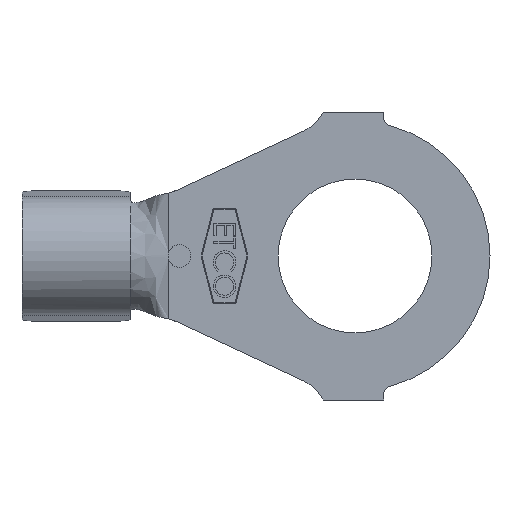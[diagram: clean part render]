
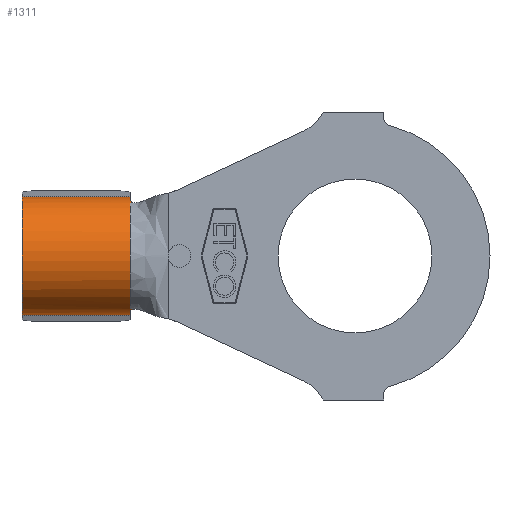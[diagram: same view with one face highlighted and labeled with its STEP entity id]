
A CAD part, front view. The second image highlights one B-rep face of the part: STEP entity #1311.
In plain terms, the highlighted cylindrical face has radius 1.676 mm (diameter 3.353 mm), a partial arc.
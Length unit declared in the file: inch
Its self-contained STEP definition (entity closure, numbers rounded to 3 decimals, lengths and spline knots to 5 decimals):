
#13 = VERTEX_POINT ( 'NONE', #5695 ) ;
#17 = CARTESIAN_POINT ( 'NONE',  ( -0.25, 0.03587, 0.05872 ) ) ;
#130 = B_SPLINE_CURVE_WITH_KNOTS ( 'NONE', 3,
 ( #1834, #2295, #2739, #17 ),
 .UNSPECIFIED., .F., .F.,
 ( 4, 4 ),
 ( 0., 0.00017 ),
 .UNSPECIFIED. ) ;
#220 = EDGE_CURVE ( 'NONE', #873, #2649, #2717, .T. ) ;
#292 = VECTOR ( 'NONE', #1623, 39.37008 ) ;
#303 = DIRECTION ( 'NONE',  ( 0., 0., -1. ) ) ;
#490 = ORIENTED_EDGE ( 'NONE', *, *, #220, .F. ) ;
#566 = DIRECTION ( 'NONE',  ( 1., 0., 0. ) ) ;
#579 = ORIENTED_EDGE ( 'NONE', *, *, #2857, .F. ) ;
#662 = CARTESIAN_POINT ( 'NONE',  ( -0.25, 0.05868, -0.06559 ) ) ;
#672 = CIRCLE ( 'NONE', #3907, 0.066 ) ;
#692 = B_SPLINE_CURVE_WITH_KNOTS ( 'NONE', 3,
 ( #3333, #1506, #3829, #1065, #4332, #1526 ),
 .UNSPECIFIED., .F., .F.,
 ( 4, 2, 4 ),
 ( 0.00121, 0.00136, 0.00152 ),
 .UNSPECIFIED. ) ;
#734 = CIRCLE ( 'NONE', #2240, 0.066 ) ;
#750 = VERTEX_POINT ( 'NONE', #5814 ) ;
#839 = CARTESIAN_POINT ( 'NONE',  ( -0.37, 0.066, 0. ) ) ;
#873 = VERTEX_POINT ( 'NONE', #2985 ) ;
#932 = CARTESIAN_POINT ( 'NONE',  ( -0.24332, 0.03483, -0.05817 ) ) ;
#999 = CARTESIAN_POINT ( 'NONE',  ( -0.37, 0.05868, -0.06559 ) ) ;
#1027 = VERTEX_POINT ( 'NONE', #2186 ) ;
#1065 = CARTESIAN_POINT ( 'NONE',  ( -0.24698, 0.03658, 0.0591 ) ) ;
#1083 = CARTESIAN_POINT ( 'NONE',  ( -0.25, 0.04348, -0.06204 ) ) ;
#1112 = DIRECTION ( 'NONE',  ( 1., 0., 0. ) ) ;
#1138 = ORIENTED_EDGE ( 'NONE', *, *, #5083, .F. ) ;
#1143 = EDGE_CURVE ( 'NONE', #3837, #3434, #4059, .T. ) ;
#1311 = ADVANCED_FACE ( 'NONE', ( #4588 ), #5668, .T. ) ;
#1334 = CARTESIAN_POINT ( 'NONE',  ( -0.37, 0.066, 0. ) ) ;
#1496 = EDGE_CURVE ( 'NONE', #3319, #1027, #130, .T. ) ;
#1506 = CARTESIAN_POINT ( 'NONE',  ( -0.25, 0.04152, 0.06133 ) ) ;
#1526 = CARTESIAN_POINT ( 'NONE',  ( -0.24332, 0.03483, 0.05817 ) ) ;
#1529 = EDGE_CURVE ( 'NONE', #2050, #3837, #5092, .T. ) ;
#1623 = DIRECTION ( 'NONE',  ( 1., 0., 0. ) ) ;
#1785 = DIRECTION ( 'NONE',  ( 0., 0., -1. ) ) ;
#1812 = AXIS2_PLACEMENT_3D ( 'NONE', #5865, #3028, #303 ) ;
#1825 = VECTOR ( 'NONE', #566, 39.37008 ) ;
#1834 = CARTESIAN_POINT ( 'NONE',  ( -0.24332, 0.03483, 0.05817 ) ) ;
#1853 = CARTESIAN_POINT ( 'NONE',  ( -0.24936, 0.03965, -0.06053 ) ) ;
#1969 = DIRECTION ( 'NONE',  ( 1., 0., 0. ) ) ;
#2050 = VERTEX_POINT ( 'NONE', #3687 ) ;
#2186 = CARTESIAN_POINT ( 'NONE',  ( -0.25, 0.03587, 0.05872 ) ) ;
#2240 = AXIS2_PLACEMENT_3D ( 'NONE', #1334, #4609, #1785 ) ;
#2295 = CARTESIAN_POINT ( 'NONE',  ( -0.24548, 0.0355, 0.05853 ) ) ;
#2319 = CARTESIAN_POINT ( 'NONE',  ( -0.25, 0.04348, -0.06204 ) ) ;
#2649 = VERTEX_POINT ( 'NONE', #3680 ) ;
#2714 = VERTEX_POINT ( 'NONE', #999 ) ;
#2717 = LINE ( 'NONE', #4456, #292 ) ;
#2739 = CARTESIAN_POINT ( 'NONE',  ( -0.2477, 0.03587, 0.05872 ) ) ;
#2857 = EDGE_CURVE ( 'NONE', #13, #2050, #5271, .T. ) ;
#2985 = CARTESIAN_POINT ( 'NONE',  ( -0.37, 0.05868, 0.06559 ) ) ;
#3028 = DIRECTION ( 'NONE',  ( 1., 0., 0. ) ) ;
#3090 = EDGE_CURVE ( 'NONE', #2714, #3434, #5265, .T. ) ;
#3102 = CARTESIAN_POINT ( 'NONE',  ( -0.24332, 0.03483, -0.05817 ) ) ;
#3156 = ORIENTED_EDGE ( 'NONE', *, *, #1143, .F. ) ;
#3319 = VERTEX_POINT ( 'NONE', #4297 ) ;
#3333 = CARTESIAN_POINT ( 'NONE',  ( -0.25, 0.04348, 0.06204 ) ) ;
#3434 = VERTEX_POINT ( 'NONE', #662 ) ;
#3553 = CARTESIAN_POINT ( 'NONE',  ( -0.2477, 0.03587, -0.05872 ) ) ;
#3680 = CARTESIAN_POINT ( 'NONE',  ( -0.25, 0.05868, 0.06559 ) ) ;
#3687 = CARTESIAN_POINT ( 'NONE',  ( -0.24332, 0.03483, -0.05817 ) ) ;
#3766 = CARTESIAN_POINT ( 'NONE',  ( -0.37, 0.05868, -0.06559 ) ) ;
#3799 = ORIENTED_EDGE ( 'NONE', *, *, #1529, .F. ) ;
#3829 = CARTESIAN_POINT ( 'NONE',  ( -0.24935, 0.03963, 0.06053 ) ) ;
#3837 = VERTEX_POINT ( 'NONE', #1083 ) ;
#3874 = CARTESIAN_POINT ( 'NONE',  ( -0.25, 0.066, 0. ) ) ;
#3907 = AXIS2_PLACEMENT_3D ( 'NONE', #4790, #1969, #5248 ) ;
#3963 = AXIS2_PLACEMENT_3D ( 'NONE', #839, #4081, #4574 ) ;
#4004 = ORIENTED_EDGE ( 'NONE', *, *, #1496, .F. ) ;
#4059 = CIRCLE ( 'NONE', #5969, 0.066 ) ;
#4081 = DIRECTION ( 'NONE',  ( 1., 0., 0. ) ) ;
#4187 = CARTESIAN_POINT ( 'NONE',  ( -0.24526, 0.03543, -0.0585 ) ) ;
#4224 = ORIENTED_EDGE ( 'NONE', *, *, #5324, .T. ) ;
#4291 = EDGE_LOOP ( 'NONE', ( #5290, #490, #4224, #5360, #3156, #3799, #579, #4455, #4004, #1138 ) ) ;
#4297 = CARTESIAN_POINT ( 'NONE',  ( -0.24332, 0.03483, 0.05817 ) ) ;
#4332 = CARTESIAN_POINT ( 'NONE',  ( -0.24528, 0.03543, 0.0585 ) ) ;
#4382 = DIRECTION ( 'NONE',  ( 0., 0., -1. ) ) ;
#4455 = ORIENTED_EDGE ( 'NONE', *, *, #5063, .F. ) ;
#4456 = CARTESIAN_POINT ( 'NONE',  ( -0.37, 0.05868, 0.06559 ) ) ;
#4574 = DIRECTION ( 'NONE',  ( 0., 0., -1. ) ) ;
#4588 = FACE_OUTER_BOUND ( 'NONE', #4291, .T. ) ;
#4609 = DIRECTION ( 'NONE',  ( 1., 0., 0. ) ) ;
#4676 = CARTESIAN_POINT ( 'NONE',  ( -0.24699, 0.03658, -0.05911 ) ) ;
#4790 = CARTESIAN_POINT ( 'NONE',  ( -0.25, 0.066, 0. ) ) ;
#4876 = CIRCLE ( 'NONE', #1812, 0.066 ) ;
#5063 = EDGE_CURVE ( 'NONE', #1027, #13, #672, .T. ) ;
#5083 = EDGE_CURVE ( 'NONE', #750, #3319, #692, .T. ) ;
#5092 = B_SPLINE_CURVE_WITH_KNOTS ( 'NONE', 3,
 ( #932, #4187, #4676, #1853, #5137, #2319 ),
 .UNSPECIFIED., .F., .F.,
 ( 4, 2, 4 ),
 ( 0.00003, 0.00018, 0.00034 ),
 .UNSPECIFIED. ) ;
#5137 = CARTESIAN_POINT ( 'NONE',  ( -0.25, 0.04152, -0.06133 ) ) ;
#5248 = DIRECTION ( 'NONE',  ( 0., 0., -1. ) ) ;
#5255 = CARTESIAN_POINT ( 'NONE',  ( -0.25, 0.03587, -0.05872 ) ) ;
#5265 = LINE ( 'NONE', #3766, #1825 ) ;
#5271 = B_SPLINE_CURVE_WITH_KNOTS ( 'NONE', 3,
 ( #5255, #3553, #5931, #3102 ),
 .UNSPECIFIED., .F., .F.,
 ( 4, 4 ),
 ( 0., 0.00017 ),
 .UNSPECIFIED. ) ;
#5290 = ORIENTED_EDGE ( 'NONE', *, *, #5827, .F. ) ;
#5324 = EDGE_CURVE ( 'NONE', #873, #2714, #734, .T. ) ;
#5360 = ORIENTED_EDGE ( 'NONE', *, *, #3090, .T. ) ;
#5668 = CYLINDRICAL_SURFACE ( 'NONE', #3963, 0.066 ) ;
#5695 = CARTESIAN_POINT ( 'NONE',  ( -0.25, 0.03587, -0.05872 ) ) ;
#5814 = CARTESIAN_POINT ( 'NONE',  ( -0.25, 0.04348, 0.06204 ) ) ;
#5827 = EDGE_CURVE ( 'NONE', #2649, #750, #4876, .T. ) ;
#5865 = CARTESIAN_POINT ( 'NONE',  ( -0.25, 0.066, 0. ) ) ;
#5931 = CARTESIAN_POINT ( 'NONE',  ( -0.24548, 0.0355, -0.05853 ) ) ;
#5969 = AXIS2_PLACEMENT_3D ( 'NONE', #3874, #1112, #4382 ) ;
